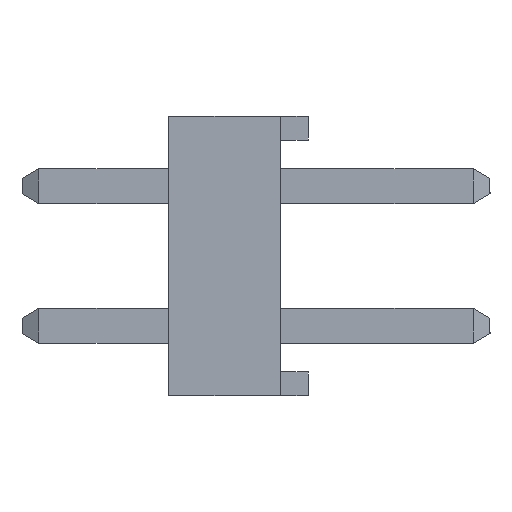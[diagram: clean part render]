
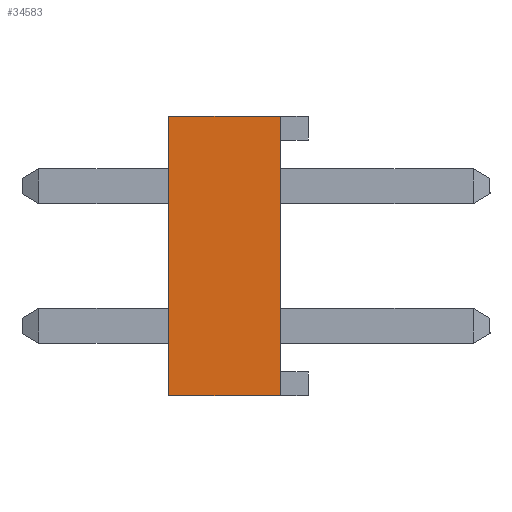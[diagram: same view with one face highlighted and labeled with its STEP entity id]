
A CAD part, left-side view. The second image highlights one B-rep face of the part: STEP entity #34583.
In plain terms, the highlighted planar face has unit normal (-1, 0, 0).
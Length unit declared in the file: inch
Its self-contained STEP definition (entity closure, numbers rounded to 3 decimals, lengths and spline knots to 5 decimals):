
#7183=ORIENTED_EDGE('',*,*,#14103,.F.);
#7184=ORIENTED_EDGE('',*,*,#12533,.F.);
#7185=ORIENTED_EDGE('',*,*,#14104,.F.);
#7186=ORIENTED_EDGE('',*,*,#12772,.T.);
#12533=EDGE_CURVE('',#16411,#16412,#20257,.T.);
#12772=EDGE_CURVE('',#16563,#16562,#20496,.T.);
#14103=EDGE_CURVE('',#16412,#16562,#21827,.T.);
#14104=EDGE_CURVE('',#16563,#16411,#21828,.T.);
#16411=VERTEX_POINT('',#51492);
#16412=VERTEX_POINT('',#51494);
#16562=VERTEX_POINT('',#51905);
#16563=VERTEX_POINT('',#51907);
#20257=LINE('',#51493,#25053);
#20496=LINE('',#51906,#25292);
#21827=LINE('',#54504,#26623);
#21828=LINE('',#54505,#26624);
#25053=VECTOR('',#41871,39.37008);
#25292=VECTOR('',#42156,39.37008);
#26623=VECTOR('',#44453,39.37008);
#26624=VECTOR('',#44454,39.37008);
#28547=EDGE_LOOP('',(#7183,#7184,#7185,#7186));
#30651=FACE_BOUND('',#28547,.T.);
#32663=PLANE('',#36530);
#34583=ADVANCED_FACE('',(#30651),#32663,.F.);
#36530=AXIS2_PLACEMENT_3D('',#54503,#44451,#44452);
#41871=DIRECTION('',(0.,-1.,0.));
#42156=DIRECTION('',(0.,-1.,0.));
#44451=DIRECTION('',(1.,0.,0.));
#44452=DIRECTION('',(0.,0.,-1.));
#44453=DIRECTION('',(0.,0.,-1.));
#44454=DIRECTION('',(0.,0.,1.));
#51492=CARTESIAN_POINT('',(-1.15,0.1,0.1));
#51493=CARTESIAN_POINT('',(-1.15,0.1,0.1));
#51494=CARTESIAN_POINT('',(-1.15,0.02,0.1));
#51905=CARTESIAN_POINT('',(-1.15,0.02,-0.1));
#51906=CARTESIAN_POINT('',(-1.15,0.1,-0.1));
#51907=CARTESIAN_POINT('',(-1.15,0.1,-0.1));
#54503=CARTESIAN_POINT('',(-1.15,0.1,-0.1));
#54504=CARTESIAN_POINT('',(-1.15,0.02,-0.1));
#54505=CARTESIAN_POINT('',(-1.15,0.1,-0.1));
